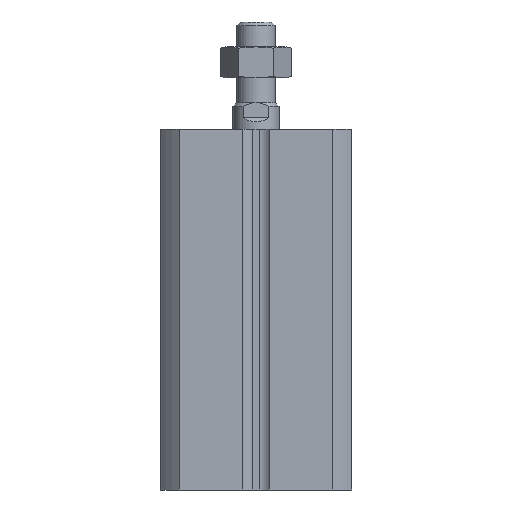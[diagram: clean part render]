
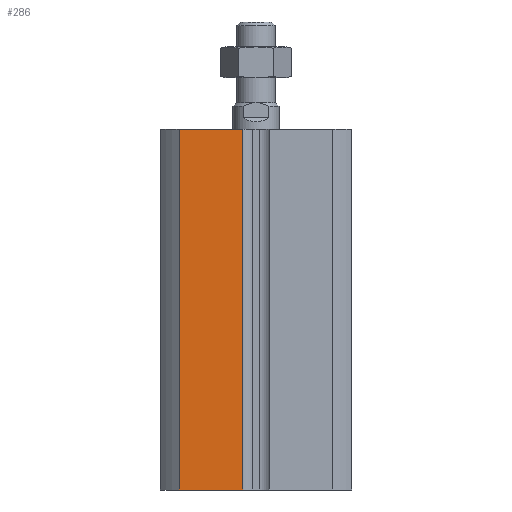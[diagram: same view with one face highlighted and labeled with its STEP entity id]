
A CAD part, left-side view. The second image highlights one B-rep face of the part: STEP entity #286.
In plain terms, the highlighted planar face has unit normal (-1, 0, 0).
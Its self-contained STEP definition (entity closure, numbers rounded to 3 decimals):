
#286 = ADVANCED_FACE( '', ( #586 ), #587, .F. );
#586 = FACE_OUTER_BOUND( '', #961, .T. );
#587 = PLANE( '', #962 );
#961 = EDGE_LOOP( '', ( #1631, #1632, #1633, #1634 ) );
#962 = AXIS2_PLACEMENT_3D( '', #1635, #1636, #1637 );
#1631 = ORIENTED_EDGE( '', *, *, #2188, .T. );
#1632 = ORIENTED_EDGE( '', *, *, #2259, .F. );
#1633 = ORIENTED_EDGE( '', *, *, #2117, .F. );
#1634 = ORIENTED_EDGE( '', *, *, #2258, .T. );
#1635 = CARTESIAN_POINT( '', ( -12.5, 9.987, 47. ) );
#1636 = DIRECTION( '', ( 1., 0., 0. ) );
#1637 = DIRECTION( '', ( 0., 0., -1. ) );
#2117 = EDGE_CURVE( '', #2420, #2422, #2423, .T. );
#2188 = EDGE_CURVE( '', #2495, #2560, #2562, .T. );
#2258 = EDGE_CURVE( '', #2420, #2495, #2685, .T. );
#2259 = EDGE_CURVE( '', #2422, #2560, #2686, .T. );
#2420 = VERTEX_POINT( '', #2898 );
#2422 = VERTEX_POINT( '', #2900 );
#2423 = LINE( '', #2901, #2902 );
#2495 = VERTEX_POINT( '', #2999 );
#2560 = VERTEX_POINT( '', #3088 );
#2562 = LINE( '', #3091, #3092 );
#2685 = LINE( '', #3231, #3232 );
#2686 = LINE( '', #3233, #3234 );
#2898 = CARTESIAN_POINT( '', ( -12.5, 9.987, 47. ) );
#2900 = CARTESIAN_POINT( '', ( -12.5, 1.7, 47. ) );
#2901 = CARTESIAN_POINT( '', ( -12.5, 9.987, 47. ) );
#2902 = VECTOR( '', #3611, 1000. );
#2999 = CARTESIAN_POINT( '', ( -12.5, 9.987, 0. ) );
#3088 = CARTESIAN_POINT( '', ( -12.5, 1.7, 0. ) );
#3091 = CARTESIAN_POINT( '', ( -12.5, 9.987, 0. ) );
#3092 = VECTOR( '', #3722, 1000. );
#3231 = CARTESIAN_POINT( '', ( -12.5, 9.987, 47. ) );
#3232 = VECTOR( '', #3892, 1000. );
#3233 = CARTESIAN_POINT( '', ( -12.5, 1.7, 47. ) );
#3234 = VECTOR( '', #3893, 1000. );
#3611 = DIRECTION( '', ( 0., -1., 0. ) );
#3722 = DIRECTION( '', ( 0., -1., 0. ) );
#3892 = DIRECTION( '', ( 0., 0., -1. ) );
#3893 = DIRECTION( '', ( 0., 0., -1. ) );
